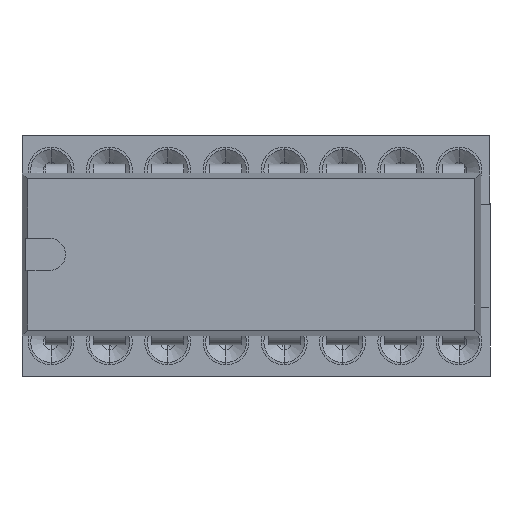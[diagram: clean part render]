
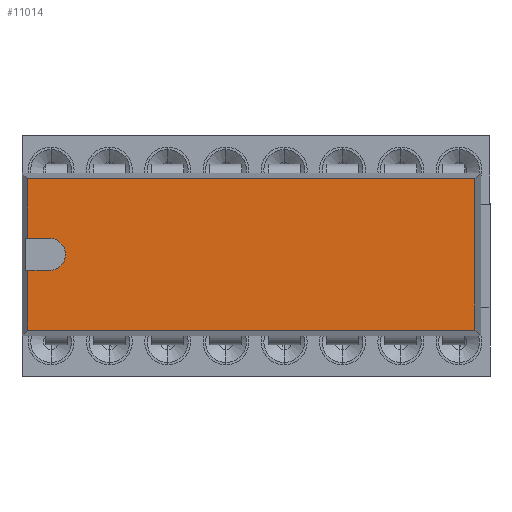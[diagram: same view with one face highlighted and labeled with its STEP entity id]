
A CAD part, top view. The second image highlights one B-rep face of the part: STEP entity #11014.
In plain terms, the highlighted planar face has unit normal (0, 0, 1).
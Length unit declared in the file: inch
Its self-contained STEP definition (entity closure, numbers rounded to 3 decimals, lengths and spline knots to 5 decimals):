
#165 = LINE ( 'NONE', #6621, #2381 ) ;
#279 = ORIENTED_EDGE ( 'NONE', *, *, #10133, .T. ) ;
#386 = ORIENTED_EDGE ( 'NONE', *, *, #9325, .F. ) ;
#497 = EDGE_CURVE ( 'NONE', #17382, #9846, #1921, .T. ) ;
#797 = EDGE_CURVE ( 'NONE', #1233, #6619, #8540, .T. ) ;
#948 = EDGE_CURVE ( 'NONE', #9846, #6619, #2117, .T. ) ;
#978 = CARTESIAN_POINT ( 'NONE',  ( -0.00276, 0.17756, 0.31748 ) ) ;
#992 = DIRECTION ( 'NONE',  ( 1., 0., 0. ) ) ;
#1125 = CARTESIAN_POINT ( 'NONE',  ( -0.04016, 0.02008, 0.31748 ) ) ;
#1161 = FACE_OUTER_BOUND ( 'NONE', #12962, .T. ) ;
#1233 = VERTEX_POINT ( 'NONE', #17694 ) ;
#1268 = DIRECTION ( 'NONE',  ( 0., -1., 0. ) ) ;
#1816 = EDGE_CURVE ( 'NONE', #17852, #12340, #2964, .T. ) ;
#1921 = LINE ( 'NONE', #15930, #5928 ) ;
#2117 = CIRCLE ( 'NONE', #10938, 0.02756 ) ;
#2268 = CARTESIAN_POINT ( 'NONE',  ( 0.72756, 0.28976, 0.31748 ) ) ;
#2381 = VECTOR ( 'NONE', #3774, 39.37008 ) ;
#2438 = DIRECTION ( 'NONE',  ( 1., 0., 0. ) ) ;
#2964 = LINE ( 'NONE', #2268, #15623 ) ;
#2986 = LINE ( 'NONE', #3976, #5432 ) ;
#3120 = CARTESIAN_POINT ( 'NONE',  ( -0.04016, 0.17756, 0.31748 ) ) ;
#3774 = DIRECTION ( 'NONE',  ( 0., 1., 0. ) ) ;
#3905 = CARTESIAN_POINT ( 'NONE',  ( 0.7374, 0.02008, 0.31748 ) ) ;
#3976 = CARTESIAN_POINT ( 'NONE',  ( 0.7374, 0.27992, 0.31748 ) ) ;
#4214 = ORIENTED_EDGE ( 'NONE', *, *, #497, .T. ) ;
#4360 = VECTOR ( 'NONE', #12097, 39.37008 ) ;
#4520 = VERTEX_POINT ( 'NONE', #1125 ) ;
#4617 = DIRECTION ( 'NONE',  ( 1., 0., 0. ) ) ;
#4826 = ORIENTED_EDGE ( 'NONE', *, *, #797, .F. ) ;
#5386 = VERTEX_POINT ( 'NONE', #15608 ) ;
#5432 = VECTOR ( 'NONE', #10826, 39.37008 ) ;
#5574 = AXIS2_PLACEMENT_3D ( 'NONE', #3905, #13772, #992 ) ;
#5833 = EDGE_CURVE ( 'NONE', #17382, #5386, #13447, .T. ) ;
#5928 = VECTOR ( 'NONE', #13706, 39.37008 ) ;
#6471 = ORIENTED_EDGE ( 'NONE', *, *, #948, .T. ) ;
#6619 = VERTEX_POINT ( 'NONE', #12854 ) ;
#6621 = CARTESIAN_POINT ( 'NONE',  ( -0.04016, 0.28976, 0.31748 ) ) ;
#8540 = LINE ( 'NONE', #16677, #17456 ) ;
#9325 = EDGE_CURVE ( 'NONE', #4520, #1233, #165, .T. ) ;
#9741 = CARTESIAN_POINT ( 'NONE',  ( -0.00276, 0.15, 0.31748 ) ) ;
#9846 = VERTEX_POINT ( 'NONE', #978 ) ;
#10133 = EDGE_CURVE ( 'NONE', #4520, #12340, #18102, .T. ) ;
#10826 = DIRECTION ( 'NONE',  ( -1., 0., 0. ) ) ;
#10938 = AXIS2_PLACEMENT_3D ( 'NONE', #9741, #15424, #1268 ) ;
#11014 = ADVANCED_FACE ( 'NONE', ( #1161 ), #11132, .T. ) ;
#11132 = PLANE ( 'NONE',  #5574 ) ;
#11408 = VECTOR ( 'NONE', #4617, 39.37008 ) ;
#11430 = CARTESIAN_POINT ( 'NONE',  ( 0.7374, 0.02008, 0.31748 ) ) ;
#12097 = DIRECTION ( 'NONE',  ( 0., 1., 0. ) ) ;
#12264 = CARTESIAN_POINT ( 'NONE',  ( 0.72756, 0.02008, 0.31748 ) ) ;
#12316 = CARTESIAN_POINT ( 'NONE',  ( 0.72756, 0.27992, 0.31748 ) ) ;
#12340 = VERTEX_POINT ( 'NONE', #12264 ) ;
#12854 = CARTESIAN_POINT ( 'NONE',  ( -0.00276, 0.12244, 0.31748 ) ) ;
#12962 = EDGE_LOOP ( 'NONE', ( #17008, #15912, #16892, #4214, #6471, #4826, #386, #279 ) ) ;
#13447 = LINE ( 'NONE', #15032, #4360 ) ;
#13607 = EDGE_CURVE ( 'NONE', #17852, #5386, #2986, .T. ) ;
#13706 = DIRECTION ( 'NONE',  ( 1., 0., 0. ) ) ;
#13772 = DIRECTION ( 'NONE',  ( 0., 0., 1. ) ) ;
#15032 = CARTESIAN_POINT ( 'NONE',  ( -0.04016, 0.28976, 0.31748 ) ) ;
#15424 = DIRECTION ( 'NONE',  ( 0., 0., -1. ) ) ;
#15608 = CARTESIAN_POINT ( 'NONE',  ( -0.04016, 0.27992, 0.31748 ) ) ;
#15623 = VECTOR ( 'NONE', #16510, 39.37008 ) ;
#15912 = ORIENTED_EDGE ( 'NONE', *, *, #13607, .T. ) ;
#15930 = CARTESIAN_POINT ( 'NONE',  ( 0.7374, 0.17756, 0.31748 ) ) ;
#16510 = DIRECTION ( 'NONE',  ( 0., -1., 0. ) ) ;
#16677 = CARTESIAN_POINT ( 'NONE',  ( -0.00276, 0.12244, 0.31748 ) ) ;
#16892 = ORIENTED_EDGE ( 'NONE', *, *, #5833, .F. ) ;
#17008 = ORIENTED_EDGE ( 'NONE', *, *, #1816, .F. ) ;
#17382 = VERTEX_POINT ( 'NONE', #3120 ) ;
#17456 = VECTOR ( 'NONE', #2438, 39.37008 ) ;
#17694 = CARTESIAN_POINT ( 'NONE',  ( -0.04016, 0.12244, 0.31748 ) ) ;
#17852 = VERTEX_POINT ( 'NONE', #12316 ) ;
#18102 = LINE ( 'NONE', #11430, #11408 ) ;
